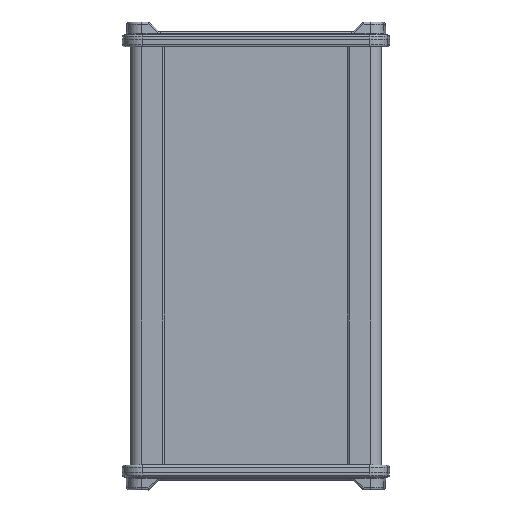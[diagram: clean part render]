
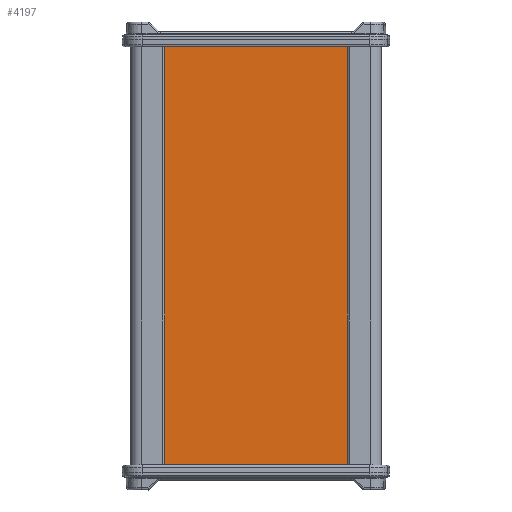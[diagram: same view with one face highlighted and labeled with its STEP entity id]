
A CAD part, top view. The second image highlights one B-rep face of the part: STEP entity #4197.
In plain terms, the highlighted planar face has unit normal (0, 0, 1).
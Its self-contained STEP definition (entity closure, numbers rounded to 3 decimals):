
#4197 = ADVANCED_FACE ( 'NONE', ( #18091 ), #5690, .T. ) ;
#5690 = PLANE ( 'NONE',  #17878 ) ;
#5691 = CARTESIAN_POINT ( 'NONE',  ( 120., 20., 20.2 ) ) ;
#5692 = DIRECTION ( 'NONE',  ( 0., 0., 1. ) ) ;
#5693 = DIRECTION ( 'NONE',  ( -1., 0., 0. ) ) ;
#8496 = VERTEX_POINT ( 'NONE', #24684 ) ;
#8497 = VERTEX_POINT ( 'NONE', #24685 ) ;
#8498 = VERTEX_POINT ( 'NONE', #24686 ) ;
#8499 = VERTEX_POINT ( 'NONE', #24687 ) ;
#13714 = EDGE_CURVE ( 'NONE', #8496, #8497, #33672, .T. ) ;
#13715 = EDGE_CURVE ( 'NONE', #8499, #8498, #33673, .T. ) ;
#13827 = EDGE_CURVE ( 'NONE', #8498, #8496, #33741, .T. ) ;
#13860 = EDGE_CURVE ( 'NONE', #8499, #8497, #33758, .T. ) ;
#14411 = EDGE_LOOP ( 'NONE', ( #14610, #14611, #14612, #14609 ) ) ;
#14609 = ORIENTED_EDGE ( 'NONE', *, *, #13860, .F. ) ;
#14610 = ORIENTED_EDGE ( 'NONE', *, *, #13715, .T. ) ;
#14611 = ORIENTED_EDGE ( 'NONE', *, *, #13827, .T. ) ;
#14612 = ORIENTED_EDGE ( 'NONE', *, *, #13714, .T. ) ;
#17878 = AXIS2_PLACEMENT_3D ( 'NONE', #5691, #5692, #5693 ) ;
#18091 = FACE_OUTER_BOUND ( 'NONE', #14411, .T. ) ;
#24684 = CARTESIAN_POINT ( 'NONE',  ( 43.1, -200., 20.2 ) ) ;
#24685 = CARTESIAN_POINT ( 'NONE',  ( 43.1, 0., 20.2 ) ) ;
#24686 = CARTESIAN_POINT ( 'NONE',  ( -43.1, -200., 20.2 ) ) ;
#24687 = CARTESIAN_POINT ( 'NONE',  ( -43.1, 0., 20.2 ) ) ;
#32606 = VECTOR ( 'NONE', #35199, 1000. ) ;
#32607 = VECTOR ( 'NONE', #35201, 1000. ) ;
#32765 = VECTOR ( 'NONE', #35509, 1000. ) ;
#32813 = VECTOR ( 'NONE', #35594, 1000. ) ;
#33672 = LINE ( 'NONE', #35198, #32606 ) ;
#33673 = LINE ( 'NONE', #35200, #32607 ) ;
#33741 = LINE ( 'NONE', #35508, #32765 ) ;
#33758 = LINE ( 'NONE', #35593, #32813 ) ;
#35198 = CARTESIAN_POINT ( 'NONE',  ( 43.1, -100., 20.2 ) ) ;
#35199 = DIRECTION ( 'NONE',  ( 0., 1., 0. ) ) ;
#35200 = CARTESIAN_POINT ( 'NONE',  ( -43.1, -100., 20.2 ) ) ;
#35201 = DIRECTION ( 'NONE',  ( 0., -1., 0. ) ) ;
#35508 = CARTESIAN_POINT ( 'NONE',  ( 120., -200., 20.2 ) ) ;
#35509 = DIRECTION ( 'NONE',  ( 1., 0., 0. ) ) ;
#35593 = CARTESIAN_POINT ( 'NONE',  ( -64.9, 0., 20.2 ) ) ;
#35594 = DIRECTION ( 'NONE',  ( 1., 0., 0. ) ) ;
